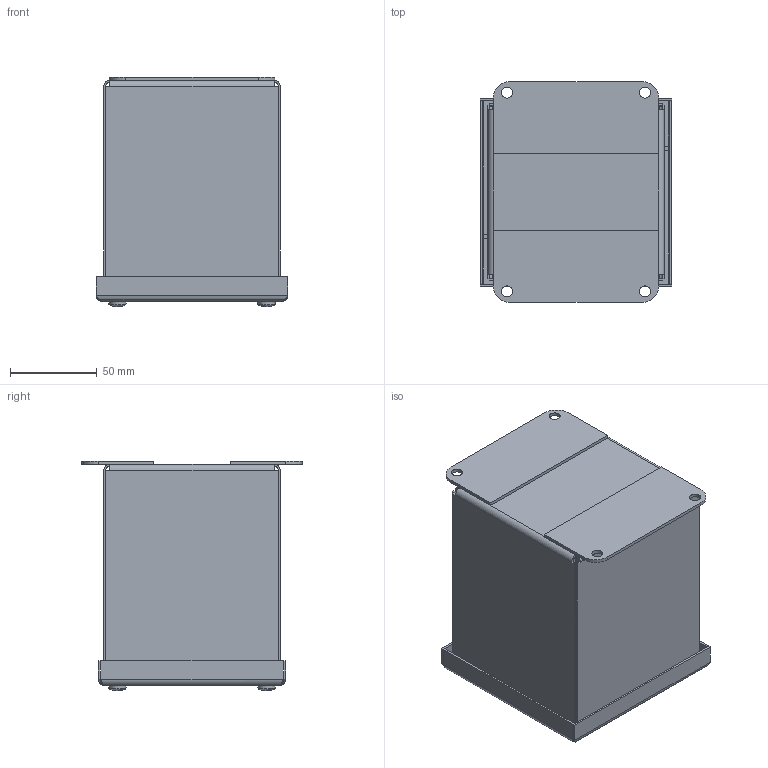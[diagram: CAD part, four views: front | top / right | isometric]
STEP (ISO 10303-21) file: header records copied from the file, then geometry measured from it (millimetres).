
FILE_DESCRIPTION(/* description */ ('LID, PBXD1SS, 4X4'),/* implementation_level */ '2;1');
FILE_NAME(/* name */ 'PBXD1SS.stp',/* time_stamp */ '2017-01-30T21:15:25+06:00',/* author */ ('mgunasekar'),/* organization */ (''),/* preprocessor_version */ 'ST-DEVELOPER v16.1',/* originating_system */ 'Autodesk Inventor 2016',/* authorisation */ '');
FILE_SCHEMA (('AUTOMOTIVE_DESIGN { 1 0 10303 214 3 1 1 }'));
Length unit declared in the file: inch
Products named in the file (9): PBXD1SSLID; 37210; 39077; PBXD1SSBKP; 34984; 38832; 348125; 316201; PBXD1SS
Assembly tree (20 placements, depth 2):
  PBXD1SS
    PBXD1SSLID
    37210  x4
    39077  x4
    PBXD1SSBKP
    34984  x4
    38832  x2
    348125  x2
    316201  x2
Bounding box: 110.33 x 127 x 132.09 mm (x, y, z)
Volume: 136744.6 mm3; surface area: 195379.5 mm2
Topology: 20 solids, 22 shells, 548 faces, 1334 edges, 838 vertices
Faces by surface type: plane 340, cylinder 100, cone 56, torus 30, bspline 14, sphere 8
Full cylindrical faces by diameter (mm): 3.378 x2, 3.962 x4, 4.255 x4, 4.826 x4, 4.978 x4, 6.299 x4, 6.35 x6, 6.528 x4, 7.061 x4, 7.137 x4, 7.95 x4, 10.312 x4, 11.506 x4
Entity records: 8922 total; most frequent: CARTESIAN_POINT 1954, DIRECTION 1344, ORIENTED_EDGE 1300, EDGE_CURVE 650, LINE 452, VECTOR 452, AXIS2_PLACEMENT_3D 446, VERTEX_POINT 414
